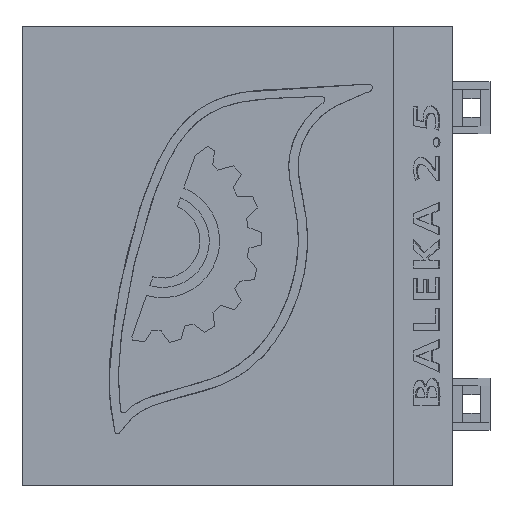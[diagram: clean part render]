
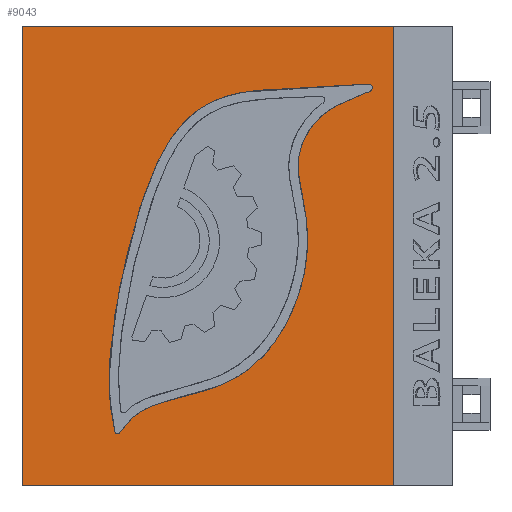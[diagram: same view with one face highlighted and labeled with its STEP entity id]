
A CAD part, front view. The second image highlights one B-rep face of the part: STEP entity #9043.
In plain terms, the highlighted planar face has unit normal (0, -1, 0).
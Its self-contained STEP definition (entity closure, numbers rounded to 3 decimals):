
#142=FACE_BOUND('',#1135,.T.);
#335=B_SPLINE_CURVE_WITH_KNOTS('',3,(#13207,#13208,#13209,#13210,#13211,
#13212,#13213,#13214,#13215,#13216,#13217,#13218,#13219),.UNSPECIFIED.,
 .F.,.F.,(4,3,3,3,4),(0.,0.08,0.16,0.221,
0.281),.UNSPECIFIED.);
#337=B_SPLINE_CURVE_WITH_KNOTS('',3,(#13287,#13288,#13289,#13290,#13291,
#13292,#13293,#13294,#13295,#13296,#13297,#13298,#13299,#13300,#13301,#13302,
#13303,#13304,#13305,#13306,#13307,#13308,#13309,#13310,#13311,#13312,#13313,
#13314,#13315,#13316,#13317),.UNSPECIFIED.,.F.,.F.,(4,3,3,3,3,3,3,3,3,3,
4),(-0.04,0.,0.15,0.286,0.429,
0.572,0.661,0.776,0.882,
1.,1.097),.UNSPECIFIED.);
#344=B_SPLINE_CURVE_WITH_KNOTS('',3,(#13598,#13599,#13600,#13601,#13602,
#13603,#13604,#13605,#13606,#13607),.UNSPECIFIED.,.F.,.F.,(4,3,3,4),(0.,
0.048,0.097,0.17),.UNSPECIFIED.);
#347=B_SPLINE_CURVE_WITH_KNOTS('',3,(#13732,#13733,#13734,#13735,#13736,
#13737,#13738,#13739,#13740,#13741,#13742,#13743,#13744,#13745,#13746,#13747,
#13748,#13749,#13750,#13751,#13752,#13753,#13754,#13755,#13756,#13757,#13758,
#13759,#13760,#13761,#13762,#13763,#13764,#13765,#13766,#13767,#13768,#13769,
#13770,#13771),.UNSPECIFIED.,.F.,.F.,(4,3,3,3,3,3,3,3,3,3,3,3,3,4),(-1.084,
-1.,-0.904,-0.796,-0.723,-0.645,
-0.573,-0.494,-0.401,-0.321,
-0.224,-0.125,0.,0.046),.UNSPECIFIED.);
#625=FACE_OUTER_BOUND('',#1134,.T.);
#1134=EDGE_LOOP('',(#6768,#6769,#6770,#6771));
#1135=EDGE_LOOP('',(#6772,#6773,#6774,#6775));
#1510=LINE('',#12061,#2588);
#1563=LINE('',#12211,#2641);
#1882=LINE('',#14028,#2960);
#1883=LINE('',#14029,#2961);
#2588=VECTOR('',#9968,10.);
#2641=VECTOR('',#10109,10.);
#2960=VECTOR('',#10684,10.);
#2961=VECTOR('',#10685,10.);
#3657=VERTEX_POINT('',#12052);
#3661=VERTEX_POINT('',#12059);
#3712=VERTEX_POINT('',#12207);
#3714=VERTEX_POINT('',#12210);
#3885=VERTEX_POINT('',#13201);
#3886=VERTEX_POINT('',#13206);
#3887=VERTEX_POINT('',#13286);
#3892=VERTEX_POINT('',#13597);
#4558=EDGE_CURVE('',#3657,#3661,#1510,.T.);
#4631=EDGE_CURVE('',#3714,#3712,#1563,.T.);
#4882=EDGE_CURVE('',#3885,#3886,#335,.T.);
#4884=EDGE_CURVE('',#3887,#3886,#337,.T.);
#4893=EDGE_CURVE('',#3887,#3892,#344,.T.);
#4896=EDGE_CURVE('',#3885,#3892,#347,.T.);
#5023=EDGE_CURVE('',#3657,#3712,#1882,.T.);
#5024=EDGE_CURVE('',#3661,#3714,#1883,.T.);
#6768=ORIENTED_EDGE('',*,*,#5023,.F.);
#6769=ORIENTED_EDGE('',*,*,#4558,.T.);
#6770=ORIENTED_EDGE('',*,*,#5024,.T.);
#6771=ORIENTED_EDGE('',*,*,#4631,.T.);
#6772=ORIENTED_EDGE('',*,*,#4884,.T.);
#6773=ORIENTED_EDGE('',*,*,#4882,.F.);
#6774=ORIENTED_EDGE('',*,*,#4896,.T.);
#6775=ORIENTED_EDGE('',*,*,#4893,.F.);
#8628=PLANE('',#9575);
#9043=ADVANCED_FACE('',(#625,#142),#8628,.T.);
#9575=AXIS2_PLACEMENT_3D('',#14027,#10682,#10683);
#9968=DIRECTION('',(-1.,0.,0.));
#10109=DIRECTION('',(1.,0.,0.));
#10682=DIRECTION('center_axis',(0.,-1.,0.));
#10683=DIRECTION('ref_axis',(0.,0.,-1.));
#10684=DIRECTION('',(0.,0.,-1.));
#10685=DIRECTION('',(0.,0.,-1.));
#12052=CARTESIAN_POINT('',(-33.21,-33.,14.));
#12059=CARTESIAN_POINT('',(-133.57,-33.,14.));
#12061=CARTESIAN_POINT('',(0.,-33.,14.));
#12207=CARTESIAN_POINT('',(-33.21,-33.,-110.));
#12210=CARTESIAN_POINT('',(-133.57,-33.,-110.));
#12211=CARTESIAN_POINT('',(0.,-33.,-110.));
#13201=CARTESIAN_POINT('',(-39.596,-33.,-3.492));
#13206=CARTESIAN_POINT('',(-40.058,-33.,-1.576));
#13207=CARTESIAN_POINT('Ctrl Pts',(-39.596,-33.,-3.492));
#13208=CARTESIAN_POINT('Ctrl Pts',(-39.352,-33.,-3.386));
#13209=CARTESIAN_POINT('Ctrl Pts',(-39.152,-33.,-3.178));
#13210=CARTESIAN_POINT('Ctrl Pts',(-39.058,-33.,-2.929));
#13211=CARTESIAN_POINT('Ctrl Pts',(-38.964,-33.,-2.681));
#13212=CARTESIAN_POINT('Ctrl Pts',(-38.975,-33.,-2.393));
#13213=CARTESIAN_POINT('Ctrl Pts',(-39.087,-33.,-2.151));
#13214=CARTESIAN_POINT('Ctrl Pts',(-39.171,-33.,-1.97));
#13215=CARTESIAN_POINT('Ctrl Pts',(-39.311,-33.,-1.816));
#13216=CARTESIAN_POINT('Ctrl Pts',(-39.483,-33.,-1.714));
#13217=CARTESIAN_POINT('Ctrl Pts',(-39.655,-33.,-1.612));
#13218=CARTESIAN_POINT('Ctrl Pts',(-39.858,-33.,-1.563));
#13219=CARTESIAN_POINT('Ctrl Pts',(-40.058,-33.,-1.576));
#13286=CARTESIAN_POINT('',(-108.502,-33.,-95.33));
#13287=CARTESIAN_POINT('Ctrl Pts',(-108.502,-33.,-95.33));
#13288=CARTESIAN_POINT('Ctrl Pts',(-108.732,-33.,-94.121));
#13289=CARTESIAN_POINT('Ctrl Pts',(-108.962,-33.,-92.912));
#13290=CARTESIAN_POINT('Ctrl Pts',(-109.192,-33.,-91.704));
#13291=CARTESIAN_POINT('Ctrl Pts',(-110.106,-33.,-86.904));
#13292=CARTESIAN_POINT('Ctrl Pts',(-110.287,-33.,-81.226));
#13293=CARTESIAN_POINT('Ctrl Pts',(-109.801,-33.,-74.683));
#13294=CARTESIAN_POINT('Ctrl Pts',(-109.356,-33.,-68.698));
#13295=CARTESIAN_POINT('Ctrl Pts',(-108.343,-33.,-61.97));
#13296=CARTESIAN_POINT('Ctrl Pts',(-106.894,-33.,-54.945));
#13297=CARTESIAN_POINT('Ctrl Pts',(-105.383,-33.,-47.624));
#13298=CARTESIAN_POINT('Ctrl Pts',(-103.432,-33.,-40.007));
#13299=CARTESIAN_POINT('Ctrl Pts',(-101.067,-33.,-32.99));
#13300=CARTESIAN_POINT('Ctrl Pts',(-98.698,-33.,-25.961));
#13301=CARTESIAN_POINT('Ctrl Pts',(-95.914,-33.,-19.553));
#13302=CARTESIAN_POINT('Ctrl Pts',(-92.189,-33.,-14.633));
#13303=CARTESIAN_POINT('Ctrl Pts',(-89.855,-33.,-11.55));
#13304=CARTESIAN_POINT('Ctrl Pts',(-87.116,-33.,-9.063));
#13305=CARTESIAN_POINT('Ctrl Pts',(-84.051,-33.,-7.298));
#13306=CARTESIAN_POINT('Ctrl Pts',(-80.123,-33.,-5.035));
#13307=CARTESIAN_POINT('Ctrl Pts',(-75.739,-33.,-3.977));
#13308=CARTESIAN_POINT('Ctrl Pts',(-71.449,-33.,-3.432));
#13309=CARTESIAN_POINT('Ctrl Pts',(-67.464,-33.,-2.926));
#13310=CARTESIAN_POINT('Ctrl Pts',(-63.56,-33.,-2.806));
#13311=CARTESIAN_POINT('Ctrl Pts',(-59.91,-33.,-2.667));
#13312=CARTESIAN_POINT('Ctrl Pts',(-55.884,-33.,-2.514));
#13313=CARTESIAN_POINT('Ctrl Pts',(-52.148,-33.,-2.361));
#13314=CARTESIAN_POINT('Ctrl Pts',(-48.7,-33.,-2.137));
#13315=CARTESIAN_POINT('Ctrl Pts',(-45.819,-33.,-1.95));
#13316=CARTESIAN_POINT('Ctrl Pts',(-42.938,-33.,-1.763));
#13317=CARTESIAN_POINT('Ctrl Pts',(-40.058,-33.,-1.576));
#13597=CARTESIAN_POINT('',(-107.191,-33.,-95.671));
#13598=CARTESIAN_POINT('Ctrl Pts',(-108.502,-33.,-95.33));
#13599=CARTESIAN_POINT('Ctrl Pts',(-108.472,-33.,-95.488));
#13600=CARTESIAN_POINT('Ctrl Pts',(-108.39,-33.,-95.635));
#13601=CARTESIAN_POINT('Ctrl Pts',(-108.271,-33.,-95.744));
#13602=CARTESIAN_POINT('Ctrl Pts',(-108.152,-33.,-95.852));
#13603=CARTESIAN_POINT('Ctrl Pts',(-107.996,-33.,-95.921));
#13604=CARTESIAN_POINT('Ctrl Pts',(-107.836,-33.,-95.936));
#13605=CARTESIAN_POINT('Ctrl Pts',(-107.596,-33.,-95.957));
#13606=CARTESIAN_POINT('Ctrl Pts',(-107.346,-33.,-95.856));
#13607=CARTESIAN_POINT('Ctrl Pts',(-107.191,-33.,-95.671));
#13732=CARTESIAN_POINT('Ctrl Pts',(-39.596,-33.,-3.492));
#13733=CARTESIAN_POINT('Ctrl Pts',(-42.246,-33.,-4.637));
#13734=CARTESIAN_POINT('Ctrl Pts',(-44.896,-33.,-5.782));
#13735=CARTESIAN_POINT('Ctrl Pts',(-47.546,-33.,-6.927));
#13736=CARTESIAN_POINT('Ctrl Pts',(-50.251,-33.,-8.096));
#13737=CARTESIAN_POINT('Ctrl Pts',(-52.515,-33.,-9.745));
#13738=CARTESIAN_POINT('Ctrl Pts',(-54.374,-33.,-11.869));
#13739=CARTESIAN_POINT('Ctrl Pts',(-56.482,-33.,-14.278));
#13740=CARTESIAN_POINT('Ctrl Pts',(-58.043,-33.,-17.321));
#13741=CARTESIAN_POINT('Ctrl Pts',(-58.692,-33.,-20.42));
#13742=CARTESIAN_POINT('Ctrl Pts',(-59.128,-33.,-22.505));
#13743=CARTESIAN_POINT('Ctrl Pts',(-59.152,-33.,-24.583));
#13744=CARTESIAN_POINT('Ctrl Pts',(-58.846,-33.,-26.851));
#13745=CARTESIAN_POINT('Ctrl Pts',(-58.519,-33.,-29.28));
#13746=CARTESIAN_POINT('Ctrl Pts',(-57.797,-33.,-31.984));
#13747=CARTESIAN_POINT('Ctrl Pts',(-57.213,-33.,-35.218));
#13748=CARTESIAN_POINT('Ctrl Pts',(-56.68,-33.,-38.17));
#13749=CARTESIAN_POINT('Ctrl Pts',(-56.314,-33.,-41.573));
#13750=CARTESIAN_POINT('Ctrl Pts',(-56.463,-33.,-45.301));
#13751=CARTESIAN_POINT('Ctrl Pts',(-56.627,-33.,-49.441));
#13752=CARTESIAN_POINT('Ctrl Pts',(-57.415,-33.,-53.967));
#13753=CARTESIAN_POINT('Ctrl Pts',(-58.847,-33.,-58.37));
#13754=CARTESIAN_POINT('Ctrl Pts',(-60.529,-33.,-63.542));
#13755=CARTESIAN_POINT('Ctrl Pts',(-63.086,-33.,-68.492));
#13756=CARTESIAN_POINT('Ctrl Pts',(-66.223,-33.,-72.463));
#13757=CARTESIAN_POINT('Ctrl Pts',(-68.921,-33.,-75.879));
#13758=CARTESIAN_POINT('Ctrl Pts',(-72.046,-33.,-78.566));
#13759=CARTESIAN_POINT('Ctrl Pts',(-75.286,-33.,-80.528));
#13760=CARTESIAN_POINT('Ctrl Pts',(-79.213,-33.,-82.906));
#13761=CARTESIAN_POINT('Ctrl Pts',(-83.276,-33.,-84.247));
#13762=CARTESIAN_POINT('Ctrl Pts',(-86.986,-33.,-85.251));
#13763=CARTESIAN_POINT('Ctrl Pts',(-90.784,-33.,-86.278));
#13764=CARTESIAN_POINT('Ctrl Pts',(-94.218,-33.,-87.002));
#13765=CARTESIAN_POINT('Ctrl Pts',(-97.018,-33.,-87.962));
#13766=CARTESIAN_POINT('Ctrl Pts',(-100.544,-33.,-89.172));
#13767=CARTESIAN_POINT('Ctrl Pts',(-103.048,-33.,-90.726));
#13768=CARTESIAN_POINT('Ctrl Pts',(-104.82,-33.,-92.842));
#13769=CARTESIAN_POINT('Ctrl Pts',(-105.61,-33.,-93.785));
#13770=CARTESIAN_POINT('Ctrl Pts',(-106.401,-33.,-94.728));
#13771=CARTESIAN_POINT('Ctrl Pts',(-107.191,-33.,-95.671));
#14027=CARTESIAN_POINT('Origin',(0.,-33.,0.));
#14028=CARTESIAN_POINT('',(-33.21,-33.,17.607));
#14029=CARTESIAN_POINT('',(-133.57,-33.,0.));
